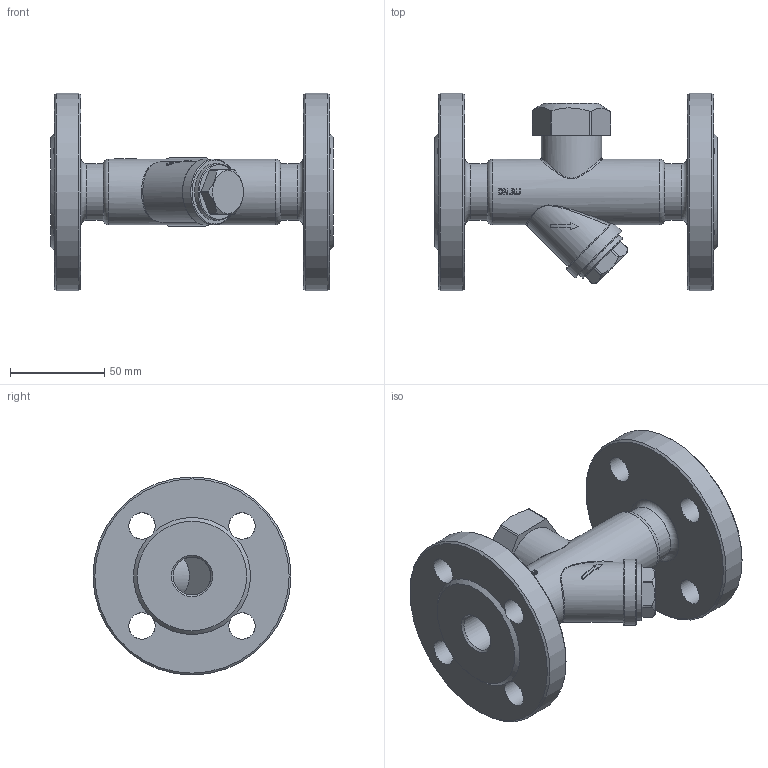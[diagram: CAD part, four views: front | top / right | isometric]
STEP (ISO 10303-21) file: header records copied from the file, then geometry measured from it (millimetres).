
FILE_DESCRIPTION(/* description */ (''),/* implementation_level */ '2;1');
FILE_NAME(/* name */ 'DN20_3D_STEP.stp',/* time_stamp */ '2024-03-04T01:23:51+03:00',/* author */ ('igorr'),/* organization */ (''),/* preprocessor_version */ 'ST-DEVELOPER v19.2',/* originating_system */ 'Autodesk Inventor 2023',/* authorisation */ '');
FILE_SCHEMA (('AUTOMOTIVE_DESIGN { 1 0 10303 214 3 1 1 }'));
Length unit declared in the file: millimetre
Products named in the file (1): Деталь
Bounding box: 150 x 105 x 105 mm (x, y, z)
Volume: 362746.5 mm3; surface area: 72513.5 mm2
Topology: 1 solids, 1 shells, 154 faces, 417 edges, 276 vertices
Faces by surface type: plane 70, cylinder 42, bspline 25, cone 10, torus 7
Full cylindrical faces by diameter (mm): 14 x8, 20 x2, 30 x3, 32 x1, 35 x2, 105 x2
Entity records: 6650 total; most frequent: CARTESIAN_POINT 2648, ORIENTED_EDGE 834, DIRECTION 731, EDGE_CURVE 417, AXIS2_PLACEMENT_3D 281, VERTEX_POINT 276, EDGE_LOOP 181, LINE 169
